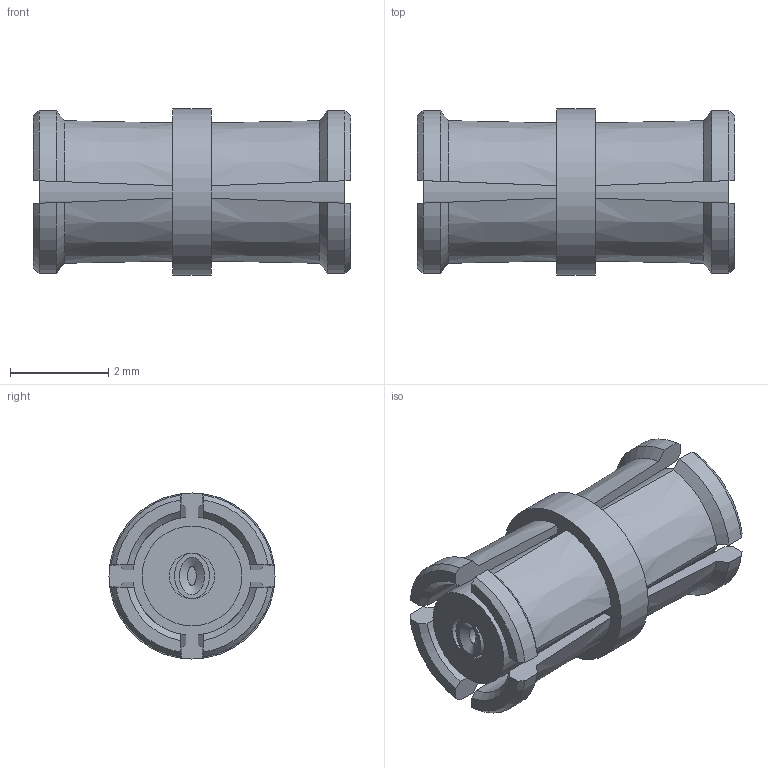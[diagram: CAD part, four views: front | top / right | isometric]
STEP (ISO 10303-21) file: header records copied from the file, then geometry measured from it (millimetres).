
FILE_DESCRIPTION (( 'STEP AP203' ), '1' );
FILE_NAME ('PE91068_3D.step', '2021-10-28T20:43:13', ( '' ), ( '' ), 'SwSTEP 2.0', 'SolidWorks 2021', '' );
FILE_SCHEMA (( 'CONFIG_CONTROL_DESIGN' ));
Length unit declared in the file: inch
Products named in the file (1): PE91068_3D
Bounding box: 6.45 x 3.38 x 3.38 mm (x, y, z)
Volume: 34.9 mm3; surface area: 178.4 mm2
Topology: 3 solids, 3 shells, 105 faces, 247 edges, 164 vertices
Faces by surface type: plane 38, cone 32, cylinder 21, bspline 14
Full cylindrical faces by diameter (mm): 0.927 x2, 2.032 x2, 3.378 x1
Entity records: 3924 total; most frequent: CARTESIAN_POINT 1795, ORIENTED_EDGE 448, DIRECTION 364, EDGE_CURVE 224, AXIS2_PLACEMENT_3D 166, VERTEX_POINT 160, EDGE_LOOP 144, FACE_OUTER_BOUND 124
